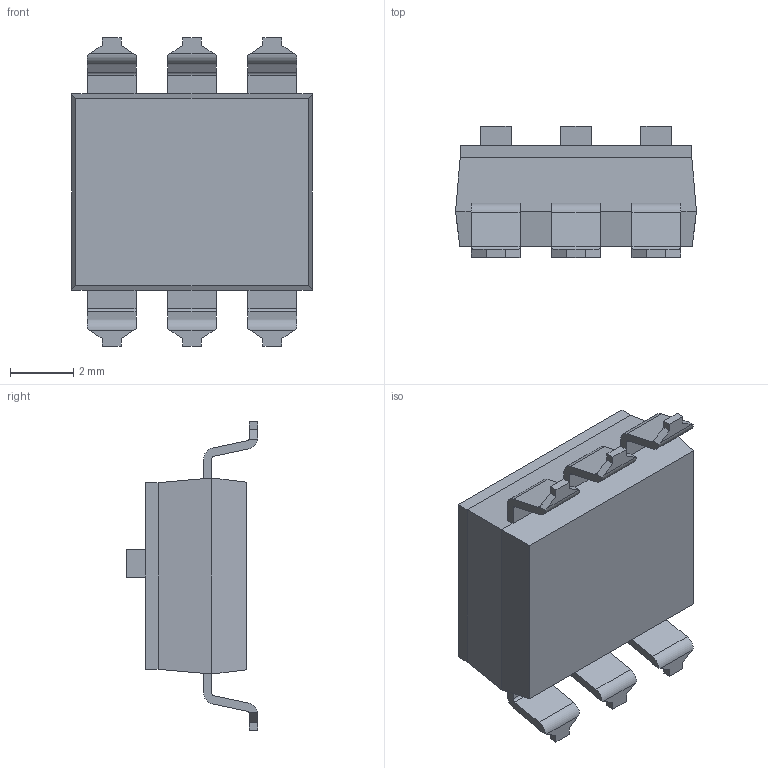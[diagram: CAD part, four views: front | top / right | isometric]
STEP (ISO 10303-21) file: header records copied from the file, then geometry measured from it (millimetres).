
FILE_DESCRIPTION((''),'2;1');
FILE_NAME('DSIC03LS-P','2019-12-27T',('Administrator'),(''),'PRO/ENGINEER BY PARAMETRIC TECHNOLOGY CORPORATION, 2010280','PRO/ENGINEER BY PARAMETRIC TECHNOLOGY CORPORATION, 2010280','');
FILE_SCHEMA(('CONFIG_CONTROL_DESIGN'));
Length unit declared in the file: millimetre
Products named in the file (1): DSIC03LS-P
Bounding box: 7.62 x 4.15 x 9.76 mm (x, y, z)
Volume: 146.2 mm3; surface area: 266.3 mm2
Topology: 1 solids, 1 shells, 580 faces, 1636 edges, 1084 vertices
Faces by surface type: plane 552, cylinder 28
Entity records: 18438 total; most frequent: CARTESIAN_POINT 3372, ORIENTED_EDGE 3272, DIRECTION 2828, EDGE_CURVE 1636, VECTOR 1556, LINE 1556, VERTEX_POINT 1084, AXIS2_PLACEMENT_3D 636
